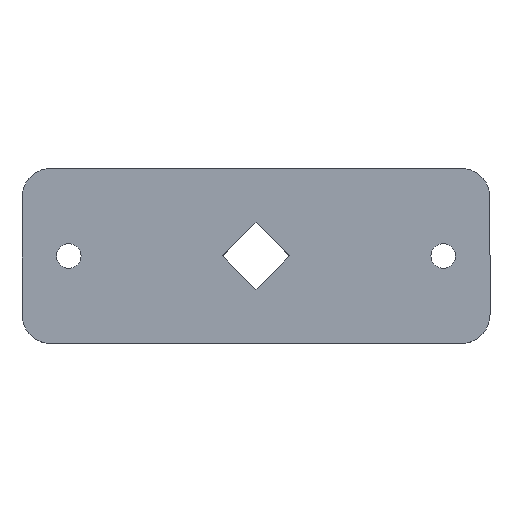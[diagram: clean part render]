
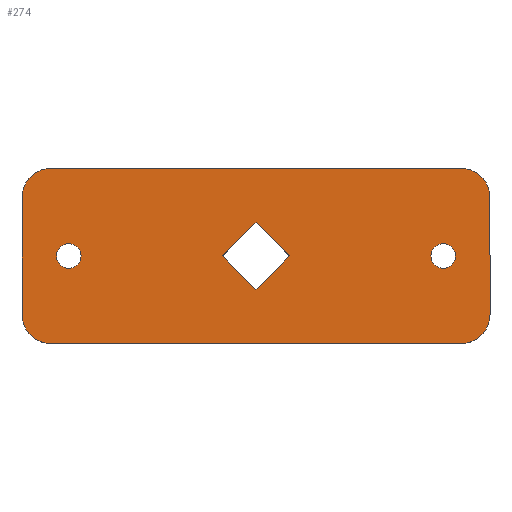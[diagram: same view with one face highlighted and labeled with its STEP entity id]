
A CAD part, top view. The second image highlights one B-rep face of the part: STEP entity #274.
In plain terms, the highlighted planar face has unit normal (0, 0, 1).
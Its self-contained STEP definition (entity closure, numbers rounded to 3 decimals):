
#1 = AXIS2_PLACEMENT_3D ( 'NONE', #585, #604, #605 ) ;
#3 = VECTOR ( 'NONE', #603, 1000. ) ;
#8 = VECTOR ( 'NONE', #328, 1000. ) ;
#10 = VECTOR ( 'NONE', #332, 1000. ) ;
#23 = EDGE_CURVE ( 'NONE', #419, #420, #350, .T. ) ;
#38 = VECTOR ( 'NONE', #338, 1000. ) ;
#40 = AXIS2_PLACEMENT_3D ( 'NONE', #335, #342, #343 ) ;
#41 = VECTOR ( 'NONE', #341, 1000. ) ;
#42 = AXIS2_PLACEMENT_3D ( 'NONE', #606, #607, #608 ) ;
#60 = CARTESIAN_POINT ( 'NONE',  ( -5.657, 0., 1.6 ) ) ;
#64 = CARTESIAN_POINT ( 'NONE',  ( 5.657, 0., 1.6 ) ) ;
#65 = CARTESIAN_POINT ( 'NONE',  ( 0., 5.657, 1.6 ) ) ;
#66 = CARTESIAN_POINT ( 'NONE',  ( 0., -5.657, 1.6 ) ) ;
#67 = CARTESIAN_POINT ( 'NONE',  ( 35., -15., 1.6 ) ) ;
#68 = CARTESIAN_POINT ( 'NONE',  ( 40., -10., 1.6 ) ) ;
#69 = CARTESIAN_POINT ( 'NONE',  ( -40., -10., 1.6 ) ) ;
#70 = CARTESIAN_POINT ( 'NONE',  ( -35., -15., 1.6 ) ) ;
#87 = LINE ( 'NONE', #88, #368 ) ;
#88 = CARTESIAN_POINT ( 'NONE',  ( 0., 5.657, 1.6 ) ) ;
#89 = DIRECTION ( 'NONE',  ( -0.707, -0.707, 0. ) ) ;
#109 = CARTESIAN_POINT ( 'NONE',  ( -34.1, 0., 1.6 ) ) ;
#111 = CARTESIAN_POINT ( 'NONE',  ( 29.9, 0., 1.6 ) ) ;
#112 = CARTESIAN_POINT ( 'NONE',  ( 34.1, 0., 1.6 ) ) ;
#141 = AXIS2_PLACEMENT_3D ( 'NONE', #329, #333, #334 ) ;
#142 = EDGE_CURVE ( 'NONE', #418, #416, #326, .T. ) ;
#143 = EDGE_CURVE ( 'NONE', #420, #544, #330, .T. ) ;
#144 = EDGE_CURVE ( 'NONE', #569, #487, #351, .T. ) ;
#145 = EDGE_CURVE ( 'NONE', #416, #417, #336, .T. ) ;
#146 = EDGE_CURVE ( 'NONE', #398, #418, #339, .T. ) ;
#147 = EDGE_CURVE ( 'NONE', #489, #490, #352, .T. ) ;
#151 = CARTESIAN_POINT ( 'NONE',  ( -32., 0., 1.6 ) ) ;
#155 = DIRECTION ( 'NONE',  ( 0., 0., 1. ) ) ;
#156 = DIRECTION ( 'NONE',  ( 1., 0., 0. ) ) ;
#160 = CARTESIAN_POINT ( 'NONE',  ( -35., 15., 1.6 ) ) ;
#164 = LINE ( 'NONE', #165, #383 ) ;
#165 = CARTESIAN_POINT ( 'NONE',  ( -35., 15., 1.6 ) ) ;
#166 = DIRECTION ( 'NONE',  ( -1., 0., 0. ) ) ;
#167 = CARTESIAN_POINT ( 'NONE',  ( 40., 10., 1.6 ) ) ;
#170 = CARTESIAN_POINT ( 'NONE',  ( 35., 15., 1.6 ) ) ;
#171 = CARTESIAN_POINT ( 'NONE',  ( -40., 10., 1.6 ) ) ;
#178 = CARTESIAN_POINT ( 'NONE',  ( -29.9, 0., 1.6 ) ) ;
#209 = AXIS2_PLACEMENT_3D ( 'NONE', #641, #642, #643 ) ;
#213 = FACE_BOUND ( 'NONE', #528, .T. ) ;
#215 = FACE_OUTER_BOUND ( 'NONE', #527, .T. ) ;
#217 = FACE_BOUND ( 'NONE', #526, .T. ) ;
#219 = FACE_BOUND ( 'NONE', #525, .T. ) ;
#220 = AXIS2_PLACEMENT_3D ( 'NONE', #652, #653, #654 ) ;
#222 = AXIS2_PLACEMENT_3D ( 'NONE', #649, #650, #651 ) ;
#227 = AXIS2_PLACEMENT_3D ( 'NONE', #301, #302, #303 ) ;
#241 = EDGE_CURVE ( 'NONE', #548, #421, #601, .T. ) ;
#242 = EDGE_CURVE ( 'NONE', #543, #548, #353, .T. ) ;
#243 = CIRCLE ( 'NONE', #42, 5. ) ;
#244 = EDGE_CURVE ( 'NONE', #421, #422, #243, .T. ) ;
#245 = EDGE_CURVE ( 'NONE', #422, #419, #610, .T. ) ;
#265 = CIRCLE ( 'NONE', #379, 2.1 ) ;
#274 = ADVANCED_FACE ( 'NONE', ( #213, #215, #217, #219 ), #640, .F. ) ;
#276 = ORIENTED_EDGE ( 'NONE', *, *, #147, .F. ) ;
#277 = ORIENTED_EDGE ( 'NONE', *, *, #348, .F. ) ;
#301 = CARTESIAN_POINT ( 'NONE',  ( 35., -10., 1.6 ) ) ;
#302 = DIRECTION ( 'NONE',  ( 0., 0., 1. ) ) ;
#303 = DIRECTION ( 'NONE',  ( 1., 0., 0. ) ) ;
#326 = LINE ( 'NONE', #327, #8 ) ;
#327 = CARTESIAN_POINT ( 'NONE',  ( 0., -5.657, 1.6 ) ) ;
#328 = DIRECTION ( 'NONE',  ( 0.707, 0.707, 0. ) ) ;
#329 = CARTESIAN_POINT ( 'NONE',  ( -32., 0., 1.6 ) ) ;
#330 = LINE ( 'NONE', #331, #10 ) ;
#331 = CARTESIAN_POINT ( 'NONE',  ( 40., 10., 1.6 ) ) ;
#332 = DIRECTION ( 'NONE',  ( 0., 1., 0. ) ) ;
#333 = DIRECTION ( 'NONE',  ( 0., 0., 1. ) ) ;
#334 = DIRECTION ( 'NONE',  ( 1., 0., 0. ) ) ;
#335 = CARTESIAN_POINT ( 'NONE',  ( 32., 0., 1.6 ) ) ;
#336 = LINE ( 'NONE', #337, #38 ) ;
#337 = CARTESIAN_POINT ( 'NONE',  ( 5.657, 0., 1.6 ) ) ;
#338 = DIRECTION ( 'NONE',  ( -0.707, 0.707, 0. ) ) ;
#339 = LINE ( 'NONE', #340, #41 ) ;
#340 = CARTESIAN_POINT ( 'NONE',  ( -5.657, 0., 1.6 ) ) ;
#341 = DIRECTION ( 'NONE',  ( 0.707, -0.707, 0. ) ) ;
#342 = DIRECTION ( 'NONE',  ( 0., 0., 1. ) ) ;
#343 = DIRECTION ( 'NONE',  ( 1., 0., 0. ) ) ;
#348 = EDGE_CURVE ( 'NONE', #490, #489, #458, .T. ) ;
#349 = EDGE_CURVE ( 'NONE', #544, #547, #457, .T. ) ;
#350 = CIRCLE ( 'NONE', #227, 5. ) ;
#351 = CIRCLE ( 'NONE', #141, 2.1 ) ;
#352 = CIRCLE ( 'NONE', #40, 2.1 ) ;
#353 = CIRCLE ( 'NONE', #1, 5. ) ;
#354 = VECTOR ( 'NONE', #612, 1000. ) ;
#368 = VECTOR ( 'NONE', #89, 1000. ) ;
#379 = AXIS2_PLACEMENT_3D ( 'NONE', #151, #155, #156 ) ;
#383 = VECTOR ( 'NONE', #166, 1000. ) ;
#398 = VERTEX_POINT ( 'NONE', #60 ) ;
#416 = VERTEX_POINT ( 'NONE', #64 ) ;
#417 = VERTEX_POINT ( 'NONE', #65 ) ;
#418 = VERTEX_POINT ( 'NONE', #66 ) ;
#419 = VERTEX_POINT ( 'NONE', #67 ) ;
#420 = VERTEX_POINT ( 'NONE', #68 ) ;
#421 = VERTEX_POINT ( 'NONE', #69 ) ;
#422 = VERTEX_POINT ( 'NONE', #70 ) ;
#432 = EDGE_CURVE ( 'NONE', #417, #398, #87, .T. ) ;
#457 = CIRCLE ( 'NONE', #220, 5. ) ;
#458 = CIRCLE ( 'NONE', #222, 2.1 ) ;
#478 = ORIENTED_EDGE ( 'NONE', *, *, #349, .T. ) ;
#479 = ORIENTED_EDGE ( 'NONE', *, *, #242, .T. ) ;
#480 = ORIENTED_EDGE ( 'NONE', *, *, #496, .T. ) ;
#481 = ORIENTED_EDGE ( 'NONE', *, *, #241, .T. ) ;
#482 = ORIENTED_EDGE ( 'NONE', *, *, #244, .T. ) ;
#483 = ORIENTED_EDGE ( 'NONE', *, *, #245, .T. ) ;
#484 = ORIENTED_EDGE ( 'NONE', *, *, #23, .T. ) ;
#485 = ORIENTED_EDGE ( 'NONE', *, *, #143, .T. ) ;
#487 = VERTEX_POINT ( 'NONE', #109 ) ;
#489 = VERTEX_POINT ( 'NONE', #111 ) ;
#490 = VERTEX_POINT ( 'NONE', #112 ) ;
#493 = EDGE_CURVE ( 'NONE', #487, #569, #265, .T. ) ;
#496 = EDGE_CURVE ( 'NONE', #547, #543, #164, .T. ) ;
#497 = ORIENTED_EDGE ( 'NONE', *, *, #144, .F. ) ;
#498 = ORIENTED_EDGE ( 'NONE', *, *, #493, .F. ) ;
#499 = ORIENTED_EDGE ( 'NONE', *, *, #145, .F. ) ;
#500 = ORIENTED_EDGE ( 'NONE', *, *, #146, .F. ) ;
#501 = ORIENTED_EDGE ( 'NONE', *, *, #142, .F. ) ;
#502 = ORIENTED_EDGE ( 'NONE', *, *, #432, .F. ) ;
#525 = EDGE_LOOP ( 'NONE', ( #499, #501, #500, #502 ) ) ;
#526 = EDGE_LOOP ( 'NONE', ( #498, #497 ) ) ;
#527 = EDGE_LOOP ( 'NONE', ( #478, #480, #479, #481, #482, #483, #484, #485 ) ) ;
#528 = EDGE_LOOP ( 'NONE', ( #276, #277 ) ) ;
#543 = VERTEX_POINT ( 'NONE', #160 ) ;
#544 = VERTEX_POINT ( 'NONE', #167 ) ;
#547 = VERTEX_POINT ( 'NONE', #170 ) ;
#548 = VERTEX_POINT ( 'NONE', #171 ) ;
#569 = VERTEX_POINT ( 'NONE', #178 ) ;
#585 = CARTESIAN_POINT ( 'NONE',  ( -35., 10., 1.6 ) ) ;
#601 = LINE ( 'NONE', #602, #3 ) ;
#602 = CARTESIAN_POINT ( 'NONE',  ( -40., 10., 1.6 ) ) ;
#603 = DIRECTION ( 'NONE',  ( 0., -1., 0. ) ) ;
#604 = DIRECTION ( 'NONE',  ( 0., 0., 1. ) ) ;
#605 = DIRECTION ( 'NONE',  ( 1., 0., 0. ) ) ;
#606 = CARTESIAN_POINT ( 'NONE',  ( -35., -10., 1.6 ) ) ;
#607 = DIRECTION ( 'NONE',  ( 0., 0., 1. ) ) ;
#608 = DIRECTION ( 'NONE',  ( 1., 0., 0. ) ) ;
#610 = LINE ( 'NONE', #611, #354 ) ;
#611 = CARTESIAN_POINT ( 'NONE',  ( -35., -15., 1.6 ) ) ;
#612 = DIRECTION ( 'NONE',  ( 1., 0., 0. ) ) ;
#640 = PLANE ( 'NONE',  #209 ) ;
#641 = CARTESIAN_POINT ( 'NONE',  ( 35., 10., 1.6 ) ) ;
#642 = DIRECTION ( 'NONE',  ( 0., 0., -1. ) ) ;
#643 = DIRECTION ( 'NONE',  ( -1., 0., 0. ) ) ;
#649 = CARTESIAN_POINT ( 'NONE',  ( 32., 0., 1.6 ) ) ;
#650 = DIRECTION ( 'NONE',  ( 0., 0., 1. ) ) ;
#651 = DIRECTION ( 'NONE',  ( 1., 0., 0. ) ) ;
#652 = CARTESIAN_POINT ( 'NONE',  ( 35., 10., 1.6 ) ) ;
#653 = DIRECTION ( 'NONE',  ( 0., 0., 1. ) ) ;
#654 = DIRECTION ( 'NONE',  ( -1., 0., 0. ) ) ;
